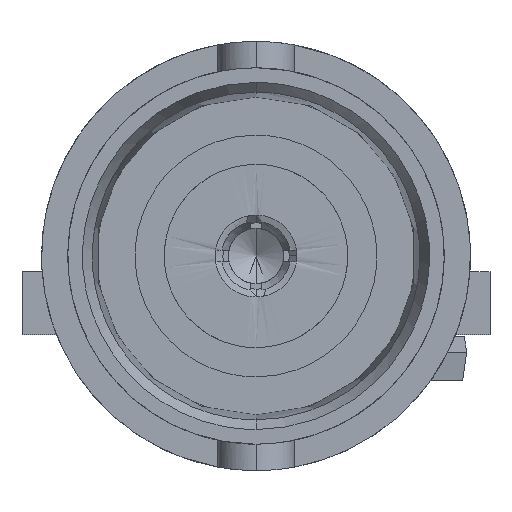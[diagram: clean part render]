
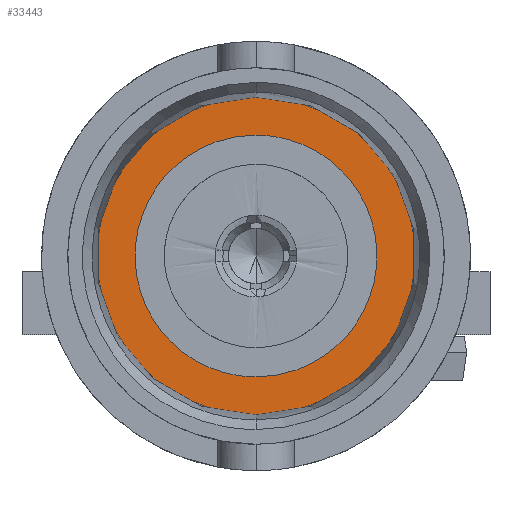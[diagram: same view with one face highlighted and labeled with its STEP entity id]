
A CAD part, left-side view. The second image highlights one B-rep face of the part: STEP entity #33443.
In plain terms, the highlighted planar face has unit normal (-1, 0, 0).
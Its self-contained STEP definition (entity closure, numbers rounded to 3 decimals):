
#603 = CARTESIAN_POINT ( 'NONE',  ( 8.94, 8.499, -2.864 ) ) ;
#1125 = CARTESIAN_POINT ( 'NONE',  ( 8.94, 6.811, -2.619 ) ) ;
#1241 = CARTESIAN_POINT ( 'NONE',  ( 8.94, 6.406, 3.5 ) ) ;
#1357 = ORIENTED_EDGE ( 'NONE', *, *, #15617, .T. ) ;
#1629 = CARTESIAN_POINT ( 'NONE',  ( 8.94, 7.561, 3.109 ) ) ;
#1768 = VERTEX_POINT ( 'NONE', #2140 ) ;
#2140 = CARTESIAN_POINT ( 'NONE',  ( 8.94, 6., 3.5 ) ) ;
#2322 = CARTESIAN_POINT ( 'NONE',  ( 8.94, 2.028, -0.659 ) ) ;
#2497 = CARTESIAN_POINT ( 'NONE',  ( 8.94, 6.541, 4.475 ) ) ;
#2861 = CARTESIAN_POINT ( 'NONE',  ( 8.94, 9.972, -0.66 ) ) ;
#3200 = CARTESIAN_POINT ( 'NONE',  ( 8.94, 2.9, -0.006 ) ) ;
#3445 = CARTESIAN_POINT ( 'NONE',  ( 8.94, 6., 3.5 ) ) ;
#3480 = CARTESIAN_POINT ( 'NONE',  ( 8.94, 9.972, 1.459 ) ) ;
#4089 = ORIENTED_EDGE ( 'NONE', *, *, #29400, .F. ) ;
#4257 = CARTESIAN_POINT ( 'NONE',  ( 8.94, 9.1, -0.006 ) ) ;
#4857 = CARTESIAN_POINT ( 'NONE',  ( 8.94, 5.46, 4.475 ) ) ;
#4982 = CARTESIAN_POINT ( 'NONE',  ( 8.94, 6., -3.675 ) ) ;
#5000 = CARTESIAN_POINT ( 'NONE',  ( 8.94, 6., -2.7 ) ) ;
#5399 = CARTESIAN_POINT ( 'NONE',  ( 8.94, 10.075, 0.941 ) ) ;
#6108 = VERTEX_POINT ( 'NONE', #5000 ) ;
#6214 = CARTESIAN_POINT ( 'NONE',  ( 8.94, 2.9, 0.806 ) ) ;
#6385 = CARTESIAN_POINT ( 'NONE',  ( 8.94, 7.06, -3.572 ) ) ;
#7411 = CARTESIAN_POINT ( 'NONE',  ( 8.94, 8.709, 1.961 ) ) ;
#7617 = CARTESIAN_POINT ( 'NONE',  ( 8.94, 1.925, -0.141 ) ) ;
#7739 = CARTESIAN_POINT ( 'NONE',  ( 8.94, 3.941, -3.158 ) ) ;
#7996 = VERTEX_POINT ( 'NONE', #30972 ) ;
#8509 = CARTESIAN_POINT ( 'NONE',  ( 8.94, 6., 4.475 ) ) ;
#9099 = CARTESIAN_POINT ( 'NONE',  ( 8.94, 5.594, 3.5 ) ) ;
#9227 = CARTESIAN_POINT ( 'NONE',  ( 8.94, 2.981, 1.211 ) ) ;
#9812 = B_SPLINE_CURVE_WITH_KNOTS ( 'NONE', 3,
 ( #8509, #2497, #16917, #31675, #20708, #20074, #14900, #3480, #5399, #11168, #2861, #13915, #17792, #603, #37080, #6385, #28273, #34091 ),
 .UNSPECIFIED., .F., .F.,
 ( 4, 2, 2, 2, 2, 2, 2, 2, 4 ),
 ( 0., 0.125, 0.25, 0.375, 0.5, 0.625, 0.75, 0.875, 1. ),
 .UNSPECIFIED. ) ;
#9901 = CARTESIAN_POINT ( 'NONE',  ( 8.94, 7.905, 2.879 ) ) ;
#9905 = CARTESIAN_POINT ( 'NONE',  ( 8.94, 6., 0.4 ) ) ;
#10279 = CARTESIAN_POINT ( 'NONE',  ( 8.94, 8.709, -1.161 ) ) ;
#10864 = CARTESIAN_POINT ( 'NONE',  ( 8.94, 3.941, 3.958 ) ) ;
#11168 = CARTESIAN_POINT ( 'NONE',  ( 8.94, 10.075, -0.141 ) ) ;
#12612 = VERTEX_POINT ( 'NONE', #30588 ) ;
#13174 = CARTESIAN_POINT ( 'NONE',  ( 8.94, 8.479, -1.505 ) ) ;
#13506 = CARTESIAN_POINT ( 'NONE',  ( 8.94, 5.459, -3.675 ) ) ;
#13745 = CARTESIAN_POINT ( 'NONE',  ( 8.94, 1.925, 0.941 ) ) ;
#13915 = CARTESIAN_POINT ( 'NONE',  ( 8.94, 9.558, -1.659 ) ) ;
#14739 = CARTESIAN_POINT ( 'NONE',  ( 8.94, 4.095, 2.879 ) ) ;
#14900 = CARTESIAN_POINT ( 'NONE',  ( 8.94, 9.558, 2.459 ) ) ;
#15389 = EDGE_LOOP ( 'NONE', ( #30998, #4089 ) ) ;
#15531 = CARTESIAN_POINT ( 'NONE',  ( 8.94, 6., 3.5 ) ) ;
#15617 = EDGE_CURVE ( 'NONE', #7996, #12612, #30786, .T. ) ;
#15905 = CARTESIAN_POINT ( 'NONE',  ( 8.94, 8.479, 2.305 ) ) ;
#16917 = CARTESIAN_POINT ( 'NONE',  ( 8.94, 7.06, 4.372 ) ) ;
#17494 = CARTESIAN_POINT ( 'NONE',  ( 8.94, 3.521, -1.505 ) ) ;
#17792 = CARTESIAN_POINT ( 'NONE',  ( 8.94, 9.264, -2.099 ) ) ;
#19529 = CARTESIAN_POINT ( 'NONE',  ( 8.94, 2.736, -2.099 ) ) ;
#19578 = EDGE_LOOP ( 'NONE', ( #24300, #1357 ) ) ;
#20074 = CARTESIAN_POINT ( 'NONE',  ( 8.94, 9.264, 2.899 ) ) ;
#20182 = CARTESIAN_POINT ( 'NONE',  ( 8.94, 5.189, -2.619 ) ) ;
#20424 = CARTESIAN_POINT ( 'NONE',  ( 8.94, 3.291, -1.161 ) ) ;
#20543 = CARTESIAN_POINT ( 'NONE',  ( 8.94, 5.189, 3.419 ) ) ;
#20708 = CARTESIAN_POINT ( 'NONE',  ( 8.94, 8.499, 3.664 ) ) ;
#21485 = CARTESIAN_POINT ( 'NONE',  ( 8.94, 6.811, 3.419 ) ) ;
#22720 = FACE_BOUND ( 'NONE', #15389, .T. ) ;
#23077 = CARTESIAN_POINT ( 'NONE',  ( 8.94, 4.439, 3.109 ) ) ;
#23316 = CARTESIAN_POINT ( 'NONE',  ( 8.94, 3.521, 2.305 ) ) ;
#23447 = CARTESIAN_POINT ( 'NONE',  ( 8.94, 2.981, -0.411 ) ) ;
#23802 = B_SPLINE_CURVE_WITH_KNOTS ( 'NONE', 3,
 ( #29370, #34660, #20182, #31903, #26215, #17494, #20424, #23447, #3200, #6214, #9227, #32042, #23316, #14739, #23077, #20543, #9099, #3445 ),
 .UNSPECIFIED., .F., .F.,
 ( 4, 2, 2, 2, 2, 2, 2, 2, 4 ),
 ( 0., 0.125, 0.25, 0.375, 0.5, 0.625, 0.75, 0.875, 1. ),
 .UNSPECIFIED. ) ;
#24300 = ORIENTED_EDGE ( 'NONE', *, *, #33978, .T. ) ;
#24371 = CARTESIAN_POINT ( 'NONE',  ( 8.94, 6., -2.7 ) ) ;
#24961 = CARTESIAN_POINT ( 'NONE',  ( 8.94, 6., 4.475 ) ) ;
#25073 = CARTESIAN_POINT ( 'NONE',  ( 8.94, 2.442, -1.659 ) ) ;
#25198 = CARTESIAN_POINT ( 'NONE',  ( 8.94, 4.94, 4.372 ) ) ;
#25300 = B_SPLINE_CURVE_WITH_KNOTS ( 'NONE', 3,
 ( #15531, #1241, #21485, #1629, #9901, #15905, #7411, #27492, #30049, #4257, #35929, #10279, #13174, #32964, #33088, #1125, #35816, #24371 ),
 .UNSPECIFIED., .F., .F.,
 ( 4, 2, 2, 2, 2, 2, 2, 2, 4 ),
 ( 0., 0.125, 0.25, 0.375, 0.5, 0.625, 0.75, 0.875, 1. ),
 .UNSPECIFIED. ) ;
#25329 = CARTESIAN_POINT ( 'NONE',  ( 8.94, 2.028, 1.46 ) ) ;
#25440 = EDGE_CURVE ( 'NONE', #6108, #1768, #23802, .T. ) ;
#26215 = CARTESIAN_POINT ( 'NONE',  ( 8.94, 4.095, -2.079 ) ) ;
#27125 = PLANE ( 'NONE',  #31964 ) ;
#27492 = CARTESIAN_POINT ( 'NONE',  ( 8.94, 9.019, 1.211 ) ) ;
#28096 = CARTESIAN_POINT ( 'NONE',  ( 8.94, 2.442, 2.459 ) ) ;
#28273 = CARTESIAN_POINT ( 'NONE',  ( 8.94, 6.54, -3.675 ) ) ;
#29370 = CARTESIAN_POINT ( 'NONE',  ( 8.94, 6., -2.7 ) ) ;
#29400 = EDGE_CURVE ( 'NONE', #1768, #6108, #25300, .T. ) ;
#30049 = CARTESIAN_POINT ( 'NONE',  ( 8.94, 9.1, 0.806 ) ) ;
#30053 = DIRECTION ( 'NONE',  ( 1., 0., 0. ) ) ;
#30588 = CARTESIAN_POINT ( 'NONE',  ( 8.94, 6., 4.475 ) ) ;
#30786 = B_SPLINE_CURVE_WITH_KNOTS ( 'NONE', 3,
 ( #4982, #13506, #33679, #7739, #33804, #19529, #25073, #2322, #7617, #13745, #25329, #28096, #36277, #33560, #10864, #25198, #4857, #24961 ),
 .UNSPECIFIED., .F., .F.,
 ( 4, 2, 2, 2, 2, 2, 2, 2, 4 ),
 ( 0., 0.125, 0.25, 0.375, 0.5, 0.625, 0.75, 0.875, 1. ),
 .UNSPECIFIED. ) ;
#30972 = CARTESIAN_POINT ( 'NONE',  ( 8.94, 6., -3.675 ) ) ;
#30998 = ORIENTED_EDGE ( 'NONE', *, *, #25440, .F. ) ;
#31675 = CARTESIAN_POINT ( 'NONE',  ( 8.94, 8.059, 3.958 ) ) ;
#31903 = CARTESIAN_POINT ( 'NONE',  ( 8.94, 4.439, -2.309 ) ) ;
#31964 = AXIS2_PLACEMENT_3D ( 'NONE', #9905, #30053, #35820 ) ;
#32042 = CARTESIAN_POINT ( 'NONE',  ( 8.94, 3.291, 1.961 ) ) ;
#32964 = CARTESIAN_POINT ( 'NONE',  ( 8.94, 7.905, -2.079 ) ) ;
#33088 = CARTESIAN_POINT ( 'NONE',  ( 8.94, 7.561, -2.309 ) ) ;
#33443 = ADVANCED_FACE ( 'NONE', ( #35302, #22720 ), #27125, .F. ) ;
#33560 = CARTESIAN_POINT ( 'NONE',  ( 8.94, 3.501, 3.664 ) ) ;
#33679 = CARTESIAN_POINT ( 'NONE',  ( 8.94, 4.94, -3.572 ) ) ;
#33804 = CARTESIAN_POINT ( 'NONE',  ( 8.94, 3.501, -2.864 ) ) ;
#33978 = EDGE_CURVE ( 'NONE', #12612, #7996, #9812, .T. ) ;
#34091 = CARTESIAN_POINT ( 'NONE',  ( 8.94, 6., -3.675 ) ) ;
#34660 = CARTESIAN_POINT ( 'NONE',  ( 8.94, 5.594, -2.7 ) ) ;
#35302 = FACE_OUTER_BOUND ( 'NONE', #19578, .T. ) ;
#35816 = CARTESIAN_POINT ( 'NONE',  ( 8.94, 6.406, -2.7 ) ) ;
#35820 = DIRECTION ( 'NONE',  ( 0., -1., 0. ) ) ;
#35929 = CARTESIAN_POINT ( 'NONE',  ( 8.94, 9.019, -0.411 ) ) ;
#36277 = CARTESIAN_POINT ( 'NONE',  ( 8.94, 2.736, 2.899 ) ) ;
#37080 = CARTESIAN_POINT ( 'NONE',  ( 8.94, 8.059, -3.158 ) ) ;
